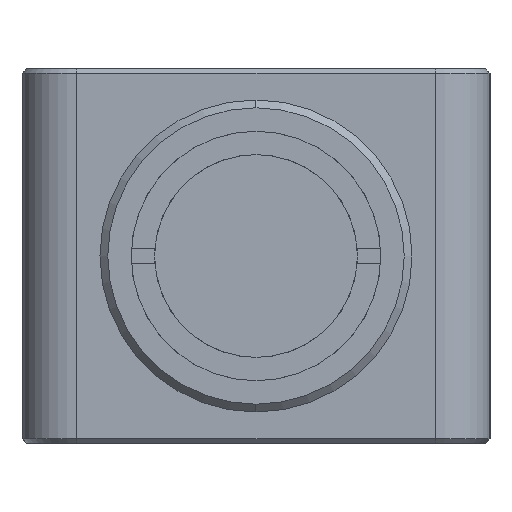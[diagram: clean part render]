
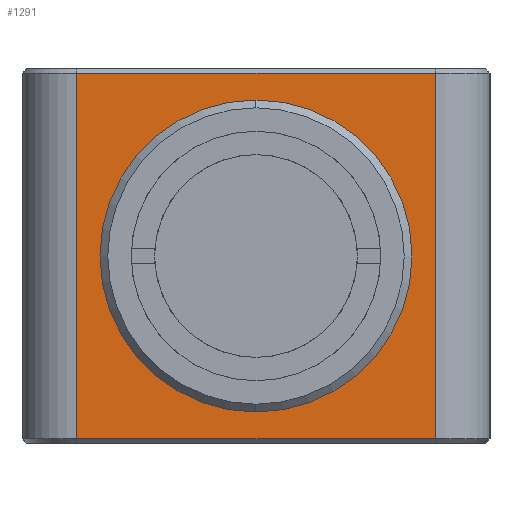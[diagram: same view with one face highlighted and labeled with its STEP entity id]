
A CAD part, left-side view. The second image highlights one B-rep face of the part: STEP entity #1291.
In plain terms, the highlighted planar face has unit normal (-1, 0, 0).
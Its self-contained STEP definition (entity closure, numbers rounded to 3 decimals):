
#87=FACE_BOUND('',#281,.F.);
#109=FACE_OUTER_BOUND('',#282,.F.);
#281=EDGE_LOOP('',(#492,#493));
#282=EDGE_LOOP('',(#494,#495,#496,#497));
#492=ORIENTED_EDGE('',*,*,#2236,.T.);
#493=ORIENTED_EDGE('',*,*,#2235,.T.);
#494=ORIENTED_EDGE('',*,*,#2333,.T.);
#495=ORIENTED_EDGE('',*,*,#2302,.T.);
#496=ORIENTED_EDGE('',*,*,#2331,.F.);
#497=ORIENTED_EDGE('',*,*,#2284,.F.);
#1291=ADVANCED_FACE('',(#87,#109),#1461,.T.);
#1461=PLANE('',#3064);
#1645=LINE('',#4391,#1901);
#1661=LINE('',#4409,#1917);
#1689=LINE('',#4438,#1945);
#1691=LINE('',#4440,#1947);
#1901=VECTOR('',#3286,23.);
#1917=VECTOR('',#3306,23.);
#1945=VECTOR('',#3336,23.4);
#1947=VECTOR('',#3338,23.4);
#2111=CIRCLE('',#2934,9.8);
#2112=CIRCLE('',#2935,9.8);
#2235=EDGE_CURVE('',#2904,#2903,#2111,.T.);
#2236=EDGE_CURVE('',#2903,#2904,#2112,.T.);
#2284=EDGE_CURVE('',#2855,#2854,#1645,.T.);
#2302=EDGE_CURVE('',#2834,#2833,#1661,.T.);
#2331=EDGE_CURVE('',#2854,#2833,#1689,.T.);
#2333=EDGE_CURVE('',#2855,#2834,#1691,.T.);
#2833=VERTEX_POINT('',#4270);
#2834=VERTEX_POINT('',#4271);
#2854=VERTEX_POINT('',#4291);
#2855=VERTEX_POINT('',#4292);
#2903=VERTEX_POINT('',#4340);
#2904=VERTEX_POINT('',#4341);
#2934=AXIS2_PLACEMENT_3D('',#4342,#3234,#3235);
#2935=AXIS2_PLACEMENT_3D('',#4343,#3236,#3237);
#3064=AXIS2_PLACEMENT_3D('',#4920,#3750,#3751);
#3234=DIRECTION('',(-1.,0.,0.));
#3235=DIRECTION('',(0.,0.,1.));
#3236=DIRECTION('',(-1.,0.,0.));
#3237=DIRECTION('',(0.,0.,-1.));
#3286=DIRECTION('',(0.,-1.,0.));
#3306=DIRECTION('',(0.,-1.,0.));
#3336=DIRECTION('',(0.,0.,1.));
#3338=DIRECTION('',(0.,0.,1.));
#3750=DIRECTION('',(-1.,0.,0.));
#3751=DIRECTION('',(0.,0.,1.));
#4270=CARTESIAN_POINT('',(23.925,-11.425,11.775));
#4271=CARTESIAN_POINT('',(23.925,11.575,11.775));
#4291=CARTESIAN_POINT('',(23.925,-11.425,-11.625));
#4292=CARTESIAN_POINT('',(23.925,11.575,-11.625));
#4340=CARTESIAN_POINT('',(23.925,0.075,-9.725));
#4341=CARTESIAN_POINT('',(23.925,0.075,9.875));
#4342=CARTESIAN_POINT('',(23.925,0.075,0.075));
#4343=CARTESIAN_POINT('',(23.925,0.075,0.075));
#4391=CARTESIAN_POINT('',(23.925,11.575,-11.625));
#4409=CARTESIAN_POINT('',(23.925,11.575,11.775));
#4438=CARTESIAN_POINT('',(23.925,-11.425,-11.625));
#4440=CARTESIAN_POINT('',(23.925,11.575,-11.625));
#4920=CARTESIAN_POINT('',(23.925,-14.925,-11.925));
